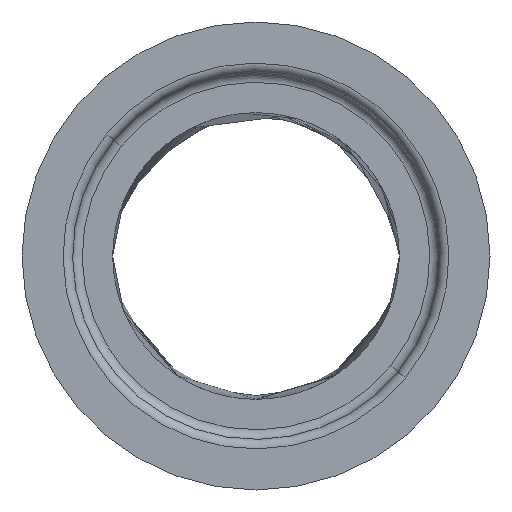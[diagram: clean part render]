
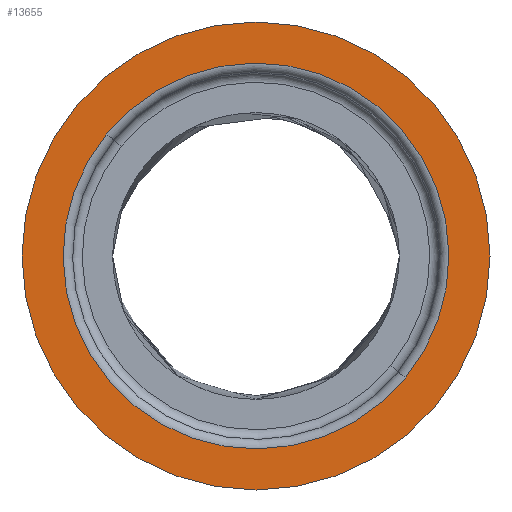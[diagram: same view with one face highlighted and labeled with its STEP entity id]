
A CAD part, front view. The second image highlights one B-rep face of the part: STEP entity #13655.
In plain terms, the highlighted face is planar.
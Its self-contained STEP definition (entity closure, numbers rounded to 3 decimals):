
#51 = DIRECTION ( 'NONE',  ( 0., 0., 1. ) ) ;
#163 = DIRECTION ( 'NONE',  ( 1., 0., 0. ) ) ;
#277 = FACE_BOUND ( 'NONE', #2217, .T. ) ;
#1933 = FACE_OUTER_BOUND ( 'NONE', #22151, .T. ) ;
#2035 = CIRCLE ( 'NONE', #4303, 245. ) ;
#2217 = EDGE_LOOP ( 'NONE', ( #7189, #3980 ) ) ;
#3980 = ORIENTED_EDGE ( 'NONE', *, *, #15820, .T. ) ;
#4229 = EDGE_CURVE ( 'NONE', #4669, #9913, #2035, .T. ) ;
#4252 = CIRCLE ( 'NONE', #7278, 202. ) ;
#4303 = AXIS2_PLACEMENT_3D ( 'NONE', #11736, #18977, #6031 ) ;
#4423 = DIRECTION ( 'NONE',  ( -1., 0., 0. ) ) ;
#4669 = VERTEX_POINT ( 'NONE', #15041 ) ;
#5259 = PLANE ( 'NONE',  #13378 ) ;
#5312 = CARTESIAN_POINT ( 'NONE',  ( 0., 0., -80. ) ) ;
#5932 = CARTESIAN_POINT ( 'NONE',  ( 0., 0., -80. ) ) ;
#6031 = DIRECTION ( 'NONE',  ( -1., 0., 0. ) ) ;
#7189 = ORIENTED_EDGE ( 'NONE', *, *, #23113, .T. ) ;
#7278 = AXIS2_PLACEMENT_3D ( 'NONE', #5312, #8755, #16009 ) ;
#7505 = CARTESIAN_POINT ( 'NONE',  ( 156.475, 127.748, -80. ) ) ;
#7986 = DIRECTION ( 'NONE',  ( 0., 0., -1. ) ) ;
#8755 = DIRECTION ( 'NONE',  ( 0., 0., 1. ) ) ;
#9176 = CARTESIAN_POINT ( 'NONE',  ( 0., 0., -80. ) ) ;
#9472 = AXIS2_PLACEMENT_3D ( 'NONE', #5932, #16861, #20426 ) ;
#9738 = CARTESIAN_POINT ( 'NONE',  ( 245., 0., -80. ) ) ;
#9913 = VERTEX_POINT ( 'NONE', #9738 ) ;
#10233 = CIRCLE ( 'NONE', #9472, 202. ) ;
#11736 = CARTESIAN_POINT ( 'NONE',  ( 0., 0., -80. ) ) ;
#13378 = AXIS2_PLACEMENT_3D ( 'NONE', #9176, #51, #163 ) ;
#13655 = ADVANCED_FACE ( 'NONE', ( #277, #1933 ), #5259, .F. ) ;
#15041 = CARTESIAN_POINT ( 'NONE',  ( -245., 0., -80. ) ) ;
#15436 = ORIENTED_EDGE ( 'NONE', *, *, #15545, .T. ) ;
#15545 = EDGE_CURVE ( 'NONE', #9913, #4669, #20926, .T. ) ;
#15820 = EDGE_CURVE ( 'NONE', #16556, #22488, #4252, .T. ) ;
#16009 = DIRECTION ( 'NONE',  ( 0.775, 0.632, 0. ) ) ;
#16550 = CARTESIAN_POINT ( 'NONE',  ( -156.475, -127.748, -80. ) ) ;
#16556 = VERTEX_POINT ( 'NONE', #16550 ) ;
#16861 = DIRECTION ( 'NONE',  ( 0., 0., 1. ) ) ;
#18656 = AXIS2_PLACEMENT_3D ( 'NONE', #20574, #7986, #4423 ) ;
#18977 = DIRECTION ( 'NONE',  ( 0., 0., -1. ) ) ;
#19310 = ORIENTED_EDGE ( 'NONE', *, *, #4229, .T. ) ;
#20426 = DIRECTION ( 'NONE',  ( 0.775, 0.632, 0. ) ) ;
#20574 = CARTESIAN_POINT ( 'NONE',  ( 0., 0., -80. ) ) ;
#20926 = CIRCLE ( 'NONE', #18656, 245. ) ;
#22151 = EDGE_LOOP ( 'NONE', ( #19310, #15436 ) ) ;
#22488 = VERTEX_POINT ( 'NONE', #7505 ) ;
#23113 = EDGE_CURVE ( 'NONE', #22488, #16556, #10233, .T. ) ;
